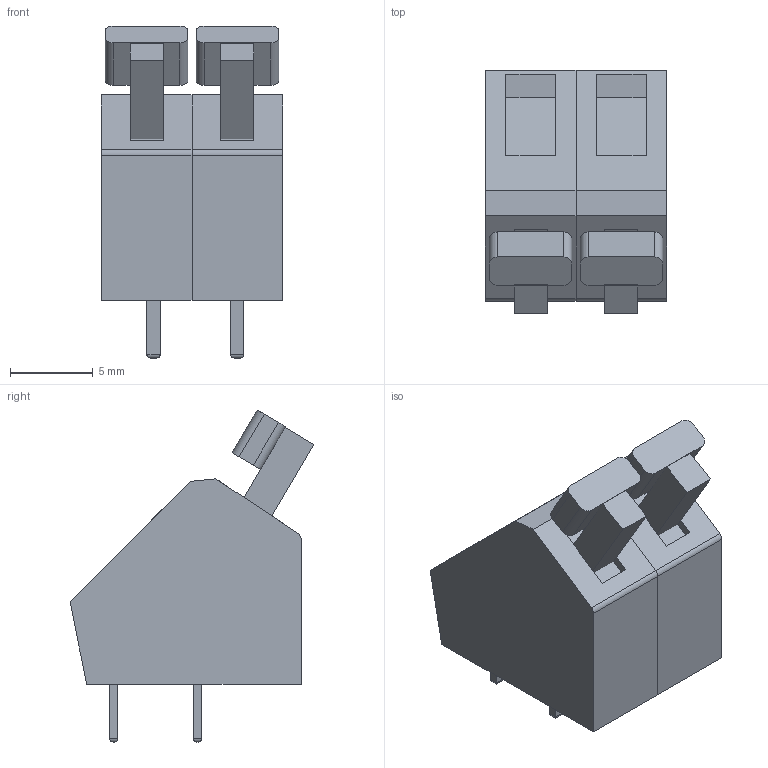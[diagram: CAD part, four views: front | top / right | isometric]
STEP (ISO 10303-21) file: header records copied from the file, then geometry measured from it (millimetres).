
FILE_DESCRIPTION(('FreeCAD Model'),'2;1');
FILE_NAME('IC2.stp', '2019-11-19T23:01:54',('Author'),(''), 'Open CASCADE STEP processor 7.3','FreeCAD','Unknown');
FILE_SCHEMA(('AUTOMOTIVE_DESIGN { 1 0 10303 214 1 1 1 1 }'));
Length unit declared in the file: millimetre
Products named in the file (3): Array; Array002; Array003
Bounding box: 11 x 14.77 x 20.11 mm (x, y, z)
Volume: 1552 mm3; surface area: 1319.7 mm2
Topology: 8 solids, 8 shells, 110 faces, 250 edges, 160 vertices
Faces by surface type: plane 84, cylinder 26
Entity records: 6601 total; most frequent: CARTESIAN_POINT 1349, DIRECTION 964, LINE 662, VECTOR 662, ORIENTED_EDGE 500, PCURVE 500, DEFINITIONAL_REPRESENTATION 500, EDGE_CURVE 250
